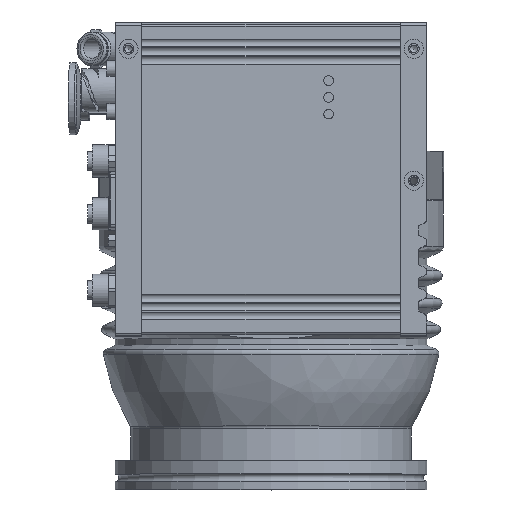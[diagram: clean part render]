
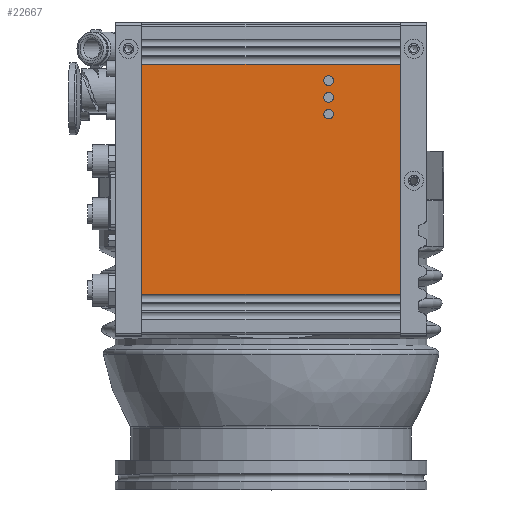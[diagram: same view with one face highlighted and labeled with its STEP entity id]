
A CAD part, top view. The second image highlights one B-rep face of the part: STEP entity #22667.
In plain terms, the highlighted planar face has unit normal (0, 0, 1).
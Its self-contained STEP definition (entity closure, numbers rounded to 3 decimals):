
#662=FACE_BOUND('',#3488,.T.);
#663=FACE_BOUND('',#3489,.T.);
#664=FACE_BOUND('',#3490,.T.);
#1106=PLANE('',#24639);
#2059=FACE_OUTER_BOUND('',#3487,.T.);
#3487=EDGE_LOOP('',(#16858,#16859,#16860,#16861));
#3488=EDGE_LOOP('',(#16862));
#3489=EDGE_LOOP('',(#16863));
#3490=EDGE_LOOP('',(#16864));
#5148=LINE('',#36524,#6786);
#5166=LINE('',#36582,#6804);
#5187=LINE('',#36629,#6825);
#5188=LINE('',#36631,#6826);
#6786=VECTOR('',#28944,10.);
#6804=VECTOR('',#28998,10.);
#6825=VECTOR('',#29059,10.);
#6826=VECTOR('',#29062,10.);
#8188=CIRCLE('',#24520,2.);
#8190=CIRCLE('',#24524,2.);
#8192=CIRCLE('',#24528,2.);
#9746=VERTEX_POINT('',#36286);
#9748=VERTEX_POINT('',#36293);
#9750=VERTEX_POINT('',#36300);
#9828=VERTEX_POINT('',#36521);
#9829=VERTEX_POINT('',#36523);
#9850=VERTEX_POINT('',#36579);
#9851=VERTEX_POINT('',#36581);
#12233=EDGE_CURVE('',#9746,#9746,#8188,.T.);
#12236=EDGE_CURVE('',#9748,#9748,#8190,.T.);
#12239=EDGE_CURVE('',#9750,#9750,#8192,.T.);
#12351=EDGE_CURVE('',#9829,#9828,#5148,.T.);
#12382=EDGE_CURVE('',#9851,#9850,#5166,.T.);
#12407=EDGE_CURVE('',#9850,#9829,#5187,.T.);
#12408=EDGE_CURVE('',#9828,#9851,#5188,.T.);
#16858=ORIENTED_EDGE('',*,*,#12407,.T.);
#16859=ORIENTED_EDGE('',*,*,#12351,.T.);
#16860=ORIENTED_EDGE('',*,*,#12408,.T.);
#16861=ORIENTED_EDGE('',*,*,#12382,.T.);
#16862=ORIENTED_EDGE('',*,*,#12233,.T.);
#16863=ORIENTED_EDGE('',*,*,#12236,.T.);
#16864=ORIENTED_EDGE('',*,*,#12239,.T.);
#22667=ADVANCED_FACE('',(#2059,#662,#663,#664),#1106,.T.);
#24520=AXIS2_PLACEMENT_3D('',#36287,#28713,#28714);
#24524=AXIS2_PLACEMENT_3D('',#36294,#28722,#28723);
#24528=AXIS2_PLACEMENT_3D('',#36301,#28731,#28732);
#24639=AXIS2_PLACEMENT_3D('',#36637,#29071,#29072);
#28713=DIRECTION('center_axis',(0.,0.,
-1.));
#28714=DIRECTION('ref_axis',(0.,1.,0.));
#28722=DIRECTION('center_axis',(0.,0.,
-1.));
#28723=DIRECTION('ref_axis',(0.,1.,0.));
#28731=DIRECTION('center_axis',(0.,0.,
-1.));
#28732=DIRECTION('ref_axis',(0.,1.,0.));
#28944=DIRECTION('',(0.,-1.,0.));
#28998=DIRECTION('',(0.,1.,0.));
#29059=DIRECTION('',(-1.,0.,0.));
#29062=DIRECTION('',(1.,0.,0.));
#29071=DIRECTION('center_axis',(0.,0.,
1.));
#29072=DIRECTION('ref_axis',(0.,1.,0.));
#36286=CARTESIAN_POINT('',(24.,-33.539,117.5));
#36287=CARTESIAN_POINT('Origin',(24.,-31.539,117.5));
#36293=CARTESIAN_POINT('',(24.,-40.539,117.5));
#36294=CARTESIAN_POINT('Origin',(24.,-38.539,117.5));
#36300=CARTESIAN_POINT('',(24.,-26.539,117.5));
#36301=CARTESIAN_POINT('Origin',(24.,-24.539,117.5));
#36521=CARTESIAN_POINT('',(-54.,-113.7,117.5));
#36523=CARTESIAN_POINT('',(-54.,-17.8,117.5));
#36524=CARTESIAN_POINT('',(-54.,-98.125,117.5));
#36579=CARTESIAN_POINT('',(54.,-17.8,117.5));
#36581=CARTESIAN_POINT('',(54.,-113.7,117.5));
#36582=CARTESIAN_POINT('',(54.,-98.125,117.5));
#36629=CARTESIAN_POINT('',(0.,-17.8,117.5));
#36631=CARTESIAN_POINT('',(0.,-113.7,117.5));
#36637=CARTESIAN_POINT('Origin',(0.,-130.5,117.5));
